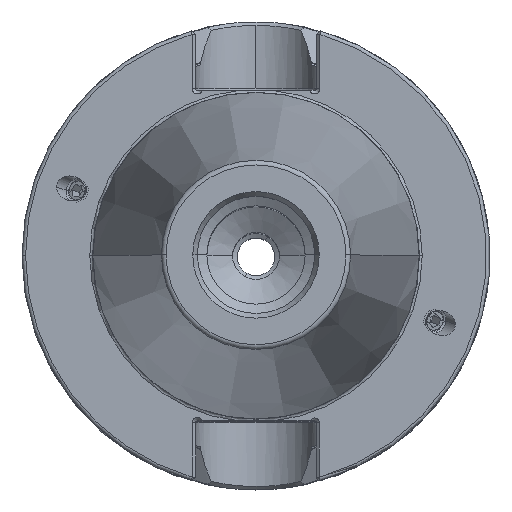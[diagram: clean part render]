
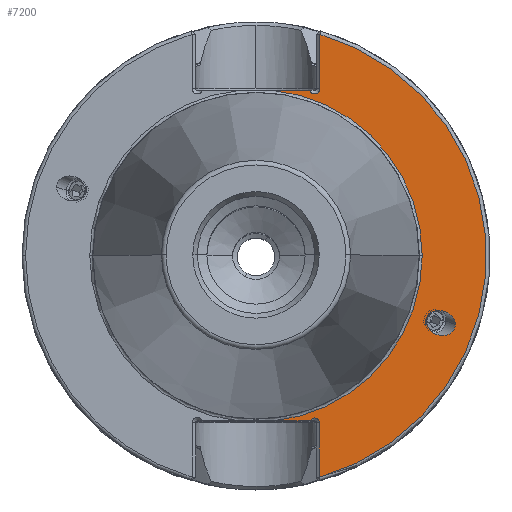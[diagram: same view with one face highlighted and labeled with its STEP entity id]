
A CAD part, top view. The second image highlights one B-rep face of the part: STEP entity #7200.
In plain terms, the highlighted planar face has unit normal (0, 0, 1).
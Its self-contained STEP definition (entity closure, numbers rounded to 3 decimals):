
#87 = VERTEX_POINT ( 'NONE', #1777 ) ;
#199 = VERTEX_POINT ( 'NONE', #5351 ) ;
#265 = EDGE_CURVE ( 'NONE', #87, #199, #1522, .T. ) ;
#287 = EDGE_CURVE ( 'NONE', #831, #2715, #2588, .T. ) ;
#307 = ORIENTED_EDGE ( 'NONE', *, *, #509, .T. ) ;
#308 = ORIENTED_EDGE ( 'NONE', *, *, #1447, .F. ) ;
#435 = CARTESIAN_POINT ( 'NONE',  ( 0., 35.3, -3. ) ) ;
#440 = DIRECTION ( 'NONE',  ( -1., 0., 0. ) ) ;
#509 = EDGE_CURVE ( 'NONE', #7830, #4568, #2506, .T. ) ;
#574 = EDGE_CURVE ( 'NONE', #9419, #10079, #7907, .T. ) ;
#630 = CARTESIAN_POINT ( 'NONE',  ( 12.525, -35.675, -3. ) ) ;
#666 = AXIS2_PLACEMENT_3D ( 'NONE', #6116, #7109, #7439 ) ;
#831 = VERTEX_POINT ( 'NONE', #4680 ) ;
#892 = ORIENTED_EDGE ( 'NONE', *, *, #5635, .T. ) ;
#1447 = EDGE_CURVE ( 'NONE', #4085, #199, #11150, .T. ) ;
#1510 = DIRECTION ( 'NONE',  ( -1., 0., 0. ) ) ;
#1522 = CIRCLE ( 'NONE', #666, 35.5 ) ;
#1777 = CARTESIAN_POINT ( 'NONE',  ( 35.5, 0., -3. ) ) ;
#2024 = CARTESIAN_POINT ( 'NONE',  ( 36.355, -14.023, -3. ) ) ;
#2297 = VECTOR ( 'NONE', #2780, 1000. ) ;
#2419 = ORIENTED_EDGE ( 'NONE', *, *, #287, .T. ) ;
#2506 = CIRCLE ( 'NONE', #6017, 1.125 ) ;
#2588 =( BOUNDED_CURVE ( )  B_SPLINE_CURVE ( 3, ( #7304, #3588, #3440, #3792 ),
 .UNSPECIFIED., .F., .T. ) 
 B_SPLINE_CURVE_WITH_KNOTS ( ( 4, 4 ),
 ( 5.993, 9.135 ),
 .UNSPECIFIED. ) 
 CURVE ( )  GEOMETRIC_REPRESENTATION_ITEM ( )  RATIONAL_B_SPLINE_CURVE ( ( 1., 0.333, 0.333, 1. ) ) 
 REPRESENTATION_ITEM ( '' )  );
#2647 = FACE_BOUND ( 'NONE', #4178, .T. ) ;
#2715 = VERTEX_POINT ( 'NONE', #3974 ) ;
#2757 = CARTESIAN_POINT ( 'NONE',  ( 0., 49.987, -3. ) ) ;
#2780 = DIRECTION ( 'NONE',  ( -1., 0., 0. ) ) ;
#2887 = CARTESIAN_POINT ( 'NONE',  ( 0., -35.3, -3. ) ) ;
#2888 = DIRECTION ( 'NONE',  ( -1., 0., 0. ) ) ;
#3120 = DIRECTION ( 'NONE',  ( 0., -1., 0. ) ) ;
#3269 = CARTESIAN_POINT ( 'NONE',  ( 12.525, 35.675, -3. ) ) ;
#3420 = EDGE_CURVE ( 'NONE', #7847, #87, #8237, .T. ) ;
#3440 = CARTESIAN_POINT ( 'NONE',  ( 36.355, -19.326, -3. ) ) ;
#3470 = DIRECTION ( 'NONE',  ( 0., 0., -1. ) ) ;
#3542 = DIRECTION ( 'NONE',  ( -1., 0., 0. ) ) ;
#3588 = CARTESIAN_POINT ( 'NONE',  ( 42.579, -20.01, -3. ) ) ;
#3591 = CARTESIAN_POINT ( 'NONE',  ( 3.763, 35.3, -3. ) ) ;
#3602 = EDGE_CURVE ( 'NONE', #4085, #4039, #10378, .T. ) ;
#3792 = CARTESIAN_POINT ( 'NONE',  ( 36.355, -14.023, -3. ) ) ;
#3974 = CARTESIAN_POINT ( 'NONE',  ( 36.355, -14.023, -3. ) ) ;
#4039 = VERTEX_POINT ( 'NONE', #4060 ) ;
#4060 = CARTESIAN_POINT ( 'NONE',  ( 13.544, -35.675, -3. ) ) ;
#4085 = VERTEX_POINT ( 'NONE', #6696 ) ;
#4178 = EDGE_LOOP ( 'NONE', ( #2419, #4837 ) ) ;
#4315 = CARTESIAN_POINT ( 'NONE',  ( 13.65, 35.675, -3. ) ) ;
#4362 = CARTESIAN_POINT ( 'NONE',  ( 13.65, 35.675, -3. ) ) ;
#4568 = VERTEX_POINT ( 'NONE', #10473 ) ;
#4651 = CARTESIAN_POINT ( 'NONE',  ( 42.579, -9.404, -3. ) ) ;
#4680 = CARTESIAN_POINT ( 'NONE',  ( 42.579, -14.707, -3. ) ) ;
#4837 = ORIENTED_EDGE ( 'NONE', *, *, #9405, .T. ) ;
#5061 = LINE ( 'NONE', #8254, #9597 ) ;
#5322 = AXIS2_PLACEMENT_3D ( 'NONE', #2757, #8038, #2888 ) ;
#5351 = CARTESIAN_POINT ( 'NONE',  ( 3.763, -35.3, -3. ) ) ;
#5519 = ORIENTED_EDGE ( 'NONE', *, *, #3602, .T. ) ;
#5635 = EDGE_CURVE ( 'NONE', #10079, #7830, #8716, .T. ) ;
#5696 = DIRECTION ( 'NONE',  ( 0., 0., -1. ) ) ;
#5948 = VECTOR ( 'NONE', #7291, 1000. ) ;
#6017 = AXIS2_PLACEMENT_3D ( 'NONE', #3269, #3470, #3542 ) ;
#6116 = CARTESIAN_POINT ( 'NONE',  ( 0., 0., -3. ) ) ;
#6353 = CARTESIAN_POINT ( 'NONE',  ( 13.544, -47.338, -3. ) ) ;
#6413 = CARTESIAN_POINT ( 'NONE',  ( 13.65, 47.308, -3. ) ) ;
#6696 = CARTESIAN_POINT ( 'NONE',  ( 11.578, -35.3, -3. ) ) ;
#6746 = DIRECTION ( 'NONE',  ( 0., 0., -1. ) ) ;
#7019 =( BOUNDED_CURVE ( )  B_SPLINE_CURVE ( 3, ( #2024, #8080, #4651, #10646 ),
 .UNSPECIFIED., .F., .F. ) 
 B_SPLINE_CURVE_WITH_KNOTS ( ( 4, 4 ),
 ( 2.852, 5.993 ),
 .UNSPECIFIED. ) 
 CURVE ( )  GEOMETRIC_REPRESENTATION_ITEM ( )  RATIONAL_B_SPLINE_CURVE ( ( 1., 0.333, 0.333, 1. ) ) 
 REPRESENTATION_ITEM ( '' )  );
#7109 = DIRECTION ( 'NONE',  ( 0., 0., -1. ) ) ;
#7112 = ORIENTED_EDGE ( 'NONE', *, *, #8002, .T. ) ;
#7200 = ADVANCED_FACE ( 'NONE', ( #2647, #7230 ), #10463, .F. ) ;
#7230 = FACE_OUTER_BOUND ( 'NONE', #9481, .T. ) ;
#7291 = DIRECTION ( 'NONE',  ( 1., 0., 0. ) ) ;
#7304 = CARTESIAN_POINT ( 'NONE',  ( 42.579, -14.707, -3. ) ) ;
#7439 = DIRECTION ( 'NONE',  ( -1., 0., 0. ) ) ;
#7526 = AXIS2_PLACEMENT_3D ( 'NONE', #8889, #9222, #9126 ) ;
#7589 = AXIS2_PLACEMENT_3D ( 'NONE', #630, #6746, #1510 ) ;
#7830 = VERTEX_POINT ( 'NONE', #4362 ) ;
#7847 = VERTEX_POINT ( 'NONE', #3591 ) ;
#7907 = CIRCLE ( 'NONE', #7526, 49.237 ) ;
#8002 = EDGE_CURVE ( 'NONE', #4039, #9419, #5061, .T. ) ;
#8038 = DIRECTION ( 'NONE',  ( 0., 0., -1. ) ) ;
#8080 = CARTESIAN_POINT ( 'NONE',  ( 36.355, -8.72, -3. ) ) ;
#8237 = CIRCLE ( 'NONE', #9492, 35.5 ) ;
#8254 = CARTESIAN_POINT ( 'NONE',  ( 13.544, 49.987, -3. ) ) ;
#8716 = LINE ( 'NONE', #4315, #10987 ) ;
#8847 = ORIENTED_EDGE ( 'NONE', *, *, #265, .T. ) ;
#8889 = CARTESIAN_POINT ( 'NONE',  ( 0., 0., -3. ) ) ;
#9126 = DIRECTION ( 'NONE',  ( -1., 0., 0. ) ) ;
#9222 = DIRECTION ( 'NONE',  ( 0., 0., 1. ) ) ;
#9361 = ORIENTED_EDGE ( 'NONE', *, *, #574, .T. ) ;
#9405 = EDGE_CURVE ( 'NONE', #2715, #831, #7019, .T. ) ;
#9419 = VERTEX_POINT ( 'NONE', #6353 ) ;
#9429 = DIRECTION ( 'NONE',  ( 0., -1., 0. ) ) ;
#9481 = EDGE_LOOP ( 'NONE', ( #308, #5519, #7112, #9361, #892, #307, #10602, #11099, #8847 ) ) ;
#9492 = AXIS2_PLACEMENT_3D ( 'NONE', #10796, #5696, #440 ) ;
#9597 = VECTOR ( 'NONE', #3120, 1000. ) ;
#10079 = VERTEX_POINT ( 'NONE', #6413 ) ;
#10378 = CIRCLE ( 'NONE', #7589, 1.019 ) ;
#10463 = PLANE ( 'NONE',  #5322 ) ;
#10473 = CARTESIAN_POINT ( 'NONE',  ( 11.464, 35.3, -3. ) ) ;
#10491 = LINE ( 'NONE', #435, #5948 ) ;
#10602 = ORIENTED_EDGE ( 'NONE', *, *, #10714, .F. ) ;
#10646 = CARTESIAN_POINT ( 'NONE',  ( 42.579, -14.707, -3. ) ) ;
#10714 = EDGE_CURVE ( 'NONE', #7847, #4568, #10491, .T. ) ;
#10796 = CARTESIAN_POINT ( 'NONE',  ( 0., 0., -3. ) ) ;
#10987 = VECTOR ( 'NONE', #9429, 1000. ) ;
#11099 = ORIENTED_EDGE ( 'NONE', *, *, #3420, .T. ) ;
#11150 = LINE ( 'NONE', #2887, #2297 ) ;
